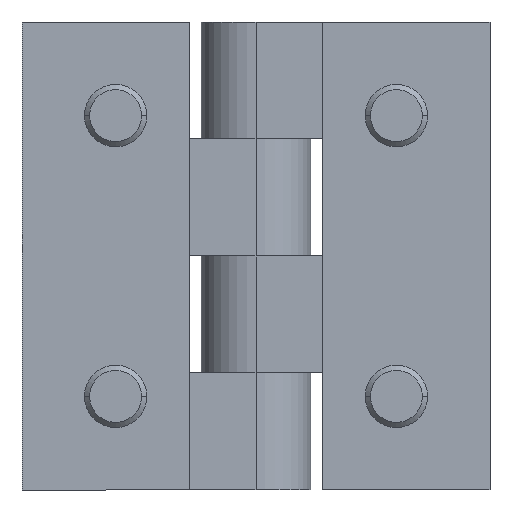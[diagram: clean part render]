
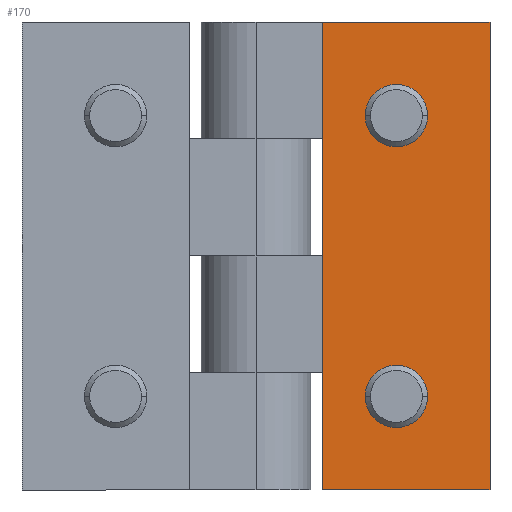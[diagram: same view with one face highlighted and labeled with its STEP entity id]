
A CAD part, front view. The second image highlights one B-rep face of the part: STEP entity #170.
In plain terms, the highlighted planar face has unit normal (0, -1, 0).
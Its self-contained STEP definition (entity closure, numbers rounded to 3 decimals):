
#170=ADVANCED_FACE('',(#385,#386,#387),#388,.T.);
#385=FACE_BOUND('',#652,.T.);
#386=FACE_BOUND('',#653,.T.);
#387=FACE_OUTER_BOUND('',#654,.T.);
#388=PLANE('',#655);
#652=EDGE_LOOP('',(#1080,#1081));
#653=EDGE_LOOP('',(#1082,#1083));
#654=EDGE_LOOP('',(#1084,#1085,#1086,#1087));
#655=AXIS2_PLACEMENT_3D('',#1088,#1089,#1090);
#1080=ORIENTED_EDGE('',*,*,#1558,.T.);
#1081=ORIENTED_EDGE('',*,*,#1562,.T.);
#1082=ORIENTED_EDGE('',*,*,#1549,.T.);
#1083=ORIENTED_EDGE('',*,*,#1568,.T.);
#1084=ORIENTED_EDGE('',*,*,#1650,.T.);
#1085=ORIENTED_EDGE('',*,*,#1647,.F.);
#1086=ORIENTED_EDGE('',*,*,#1651,.F.);
#1087=ORIENTED_EDGE('',*,*,#1652,.T.);
#1088=CARTESIAN_POINT('',(19.25,-8.0,0.0));
#1089=DIRECTION('',(0.,-1.0,0.0));
#1090=DIRECTION('',(1.0,0.,-0.0));
#1549=EDGE_CURVE('',#1844,#1842,#1845,.T.);
#1558=EDGE_CURVE('',#1859,#1857,#1860,.T.);
#1562=EDGE_CURVE('',#1857,#1859,#1864,.T.);
#1568=EDGE_CURVE('',#1842,#1844,#1870,.T.);
#1647=EDGE_CURVE('',#1984,#1986,#1987,.T.);
#1650=EDGE_CURVE('',#1990,#1986,#1991,.T.);
#1651=EDGE_CURVE('',#1992,#1984,#1993,.T.);
#1652=EDGE_CURVE('',#1992,#1990,#1994,.T.);
#1842=VERTEX_POINT('',#2262);
#1844=VERTEX_POINT('',#2265);
#1845=CIRCLE('',#2266,4.0);
#1857=VERTEX_POINT('',#2281);
#1859=VERTEX_POINT('',#2284);
#1860=CIRCLE('',#2285,4.0);
#1864=CIRCLE('',#2290,4.0);
#1870=CIRCLE('',#2296,4.0);
#1984=VERTEX_POINT('',#2457);
#1986=VERTEX_POINT('',#2460);
#1987=LINE('',#2461,#2462);
#1990=VERTEX_POINT('',#2466);
#1991=LINE('',#2467,#2468);
#1992=VERTEX_POINT('',#2469);
#1993=LINE('',#2470,#2471);
#1994=LINE('',#2472,#2473);
#2262=CARTESIAN_POINT('',(22.0,-8.0,12.0));
#2265=CARTESIAN_POINT('',(14.0,-8.0,12.0));
#2266=AXIS2_PLACEMENT_3D('',#2817,#2818,#2819);
#2281=CARTESIAN_POINT('',(22.0,-8.0,48.0));
#2284=CARTESIAN_POINT('',(14.0,-8.0,48.0));
#2285=AXIS2_PLACEMENT_3D('',#2830,#2831,#2832);
#2290=AXIS2_PLACEMENT_3D('',#2837,#2838,#2839);
#2296=AXIS2_PLACEMENT_3D('',#2846,#2847,#2848);
#2457=CARTESIAN_POINT('',(8.5,-8.0,0.0));
#2460=CARTESIAN_POINT('',(8.5,-8.0,60.0));
#2461=CARTESIAN_POINT('',(8.5,-8.0,0.0));
#2462=VECTOR('',#2924,1.0);
#2466=CARTESIAN_POINT('',(30.0,-8.0,60.0));
#2467=CARTESIAN_POINT('',(30.0,-8.0,60.0));
#2468=VECTOR('',#2926,1.0);
#2469=CARTESIAN_POINT('',(30.0,-8.0,0.0));
#2470=CARTESIAN_POINT('',(30.0,-8.0,0.0));
#2471=VECTOR('',#2927,1.0);
#2472=CARTESIAN_POINT('',(30.0,-8.0,0.0));
#2473=VECTOR('',#2928,1.0);
#2817=CARTESIAN_POINT('',(18.0,-8.0,12.0));
#2818=DIRECTION('',(0.,1.0,0.0));
#2819=DIRECTION('',(1.0,0.,0.0));
#2830=CARTESIAN_POINT('',(18.0,-8.0,48.0));
#2831=DIRECTION('',(0.,1.0,0.0));
#2832=DIRECTION('',(1.0,0.,0.0));
#2837=CARTESIAN_POINT('',(18.0,-8.0,48.0));
#2838=DIRECTION('',(0.,1.0,0.0));
#2839=DIRECTION('',(1.0,0.,0.0));
#2846=CARTESIAN_POINT('',(18.0,-8.0,12.0));
#2847=DIRECTION('',(0.,1.0,0.0));
#2848=DIRECTION('',(1.0,0.,0.0));
#2924=DIRECTION('',(0.0,0.0,1.0));
#2926=DIRECTION('',(-1.0,0.,0.0));
#2927=DIRECTION('',(-1.0,0.,0.0));
#2928=DIRECTION('',(0.0,0.0,1.0));
